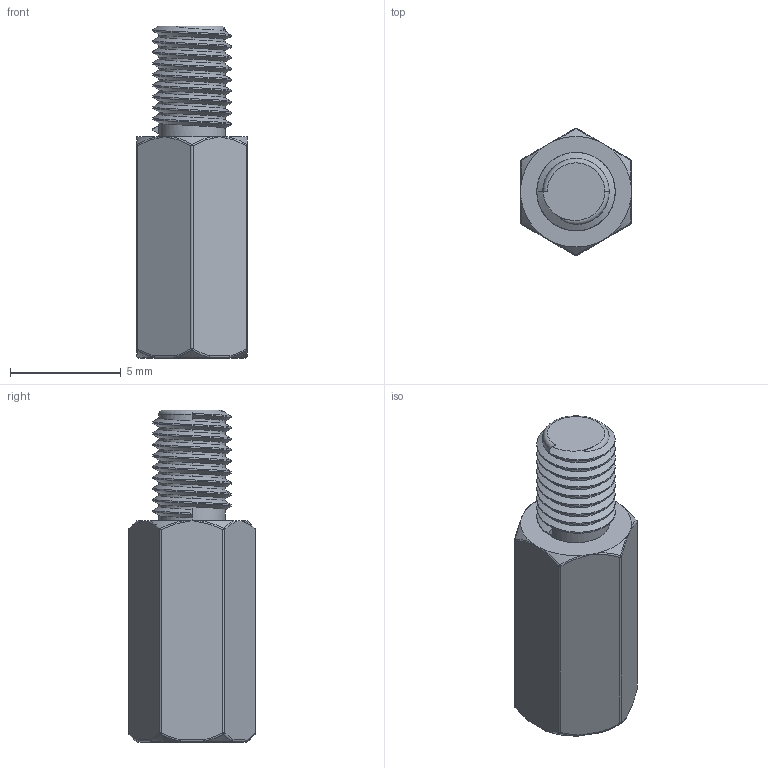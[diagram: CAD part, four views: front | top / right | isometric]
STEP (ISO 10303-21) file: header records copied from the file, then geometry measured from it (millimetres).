
FILE_DESCRIPTION (( 'STEP AP214' ), '1' );
FILE_NAME ('Plastic Distancer Spacer Nut Male and Female M3x10mm.STEP', '2022-01-24T21:10:46', ( '' ), ( '' ), 'SwSTEP 2.0', 'SolidWorks 2019', '' );
FILE_SCHEMA (( 'AUTOMOTIVE_DESIGN' ));
Length unit declared in the file: millimetre
Products named in the file (1): Plastic Distancer Spacer Nut Male and Female M3x10mm
Bounding box: 5 x 5.74 x 15 mm (x, y, z)
Volume: 216.2 mm3; surface area: 370.9 mm2
Topology: 1 solids, 1 shells, 155 faces, 386 edges, 207 vertices
Faces by surface type: cylinder 53, bspline 42, sphere 24, plane 14, cone 12, torus 10
Entity records: 6747 total; most frequent: CARTESIAN_POINT 3683, ORIENTED_EDGE 708, DIRECTION 574, EDGE_CURVE 354, AXIS2_PLACEMENT_3D 246, VERTEX_POINT 203, EDGE_LOOP 157, FACE_OUTER_BOUND 155
